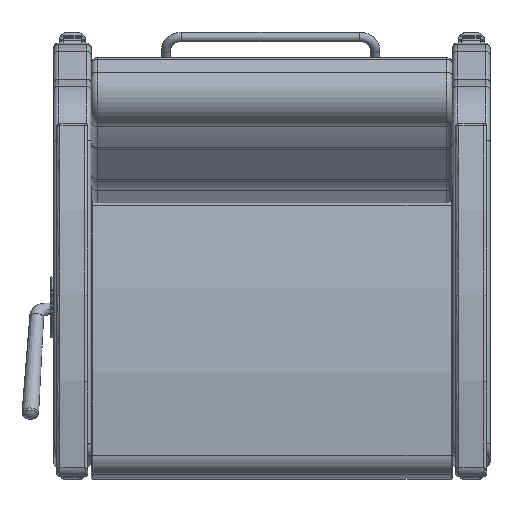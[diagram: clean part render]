
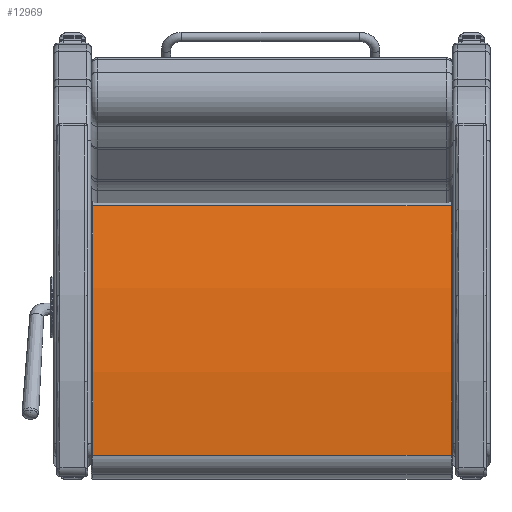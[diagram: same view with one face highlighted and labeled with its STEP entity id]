
A CAD part, front view. The second image highlights one B-rep face of the part: STEP entity #12969.
In plain terms, the highlighted free-form (B-spline) face has degree [3, 1] with [18, 2] control points.
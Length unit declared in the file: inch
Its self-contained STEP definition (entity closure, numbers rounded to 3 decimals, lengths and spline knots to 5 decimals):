
#617=ELLIPSE('',#14903,60.30357,60.25);
#619=ELLIPSE('',#14925,60.30357,60.25);
#649=B_SPLINE_SURFACE_WITH_KNOTS('',3,1,((#26187,#26188),(#26189,#26190),
(#26191,#26192),(#26193,#26194),(#26195,#26196),(#26197,#26198),(#26199,
#26200),(#26201,#26202),(#26203,#26204),(#26205,#26206),(#26207,#26208),
(#26209,#26210),(#26211,#26212),(#26213,#26214),(#26215,#26216),(#26217,
#26218),(#26219,#26220),(#26221,#26222)),.UNSPECIFIED.,.F.,.F.,.F.,(4,1,
1,1,1,1,1,1,1,1,1,1,1,1,1,4),(2,2),(-1.69612,-1.66826,
-1.6404,-1.62647,-1.59861,-1.58468,
-1.55682,-1.54289,-1.51503,-1.5011,-1.47324,
-1.45931,-1.43145,-1.41752,-1.38966,
-1.3618),(0.,110.49),.UNSPECIFIED.);
#1993=FACE_OUTER_BOUND('',#2912,.T.);
#2912=EDGE_LOOP('',(#11705,#11706,#11707,#11708));
#3702=LINE('',#26185,#4489);
#3703=LINE('',#26224,#4490);
#4489=VECTOR('',#19007,0.3937);
#4490=VECTOR('',#19010,0.3937);
#6400=VERTEX_POINT('',#25816);
#6401=VERTEX_POINT('',#25817);
#6420=VERTEX_POINT('',#26184);
#6421=VERTEX_POINT('',#26223);
#8160=EDGE_CURVE('',#6400,#6401,#617,.T.);
#8189=EDGE_CURVE('',#6420,#6401,#3702,.T.);
#8191=EDGE_CURVE('',#6421,#6400,#3703,.T.);
#8192=EDGE_CURVE('',#6420,#6421,#619,.T.);
#11705=ORIENTED_EDGE('',*,*,#8160,.F.);
#11706=ORIENTED_EDGE('',*,*,#8191,.F.);
#11707=ORIENTED_EDGE('',*,*,#8192,.F.);
#11708=ORIENTED_EDGE('',*,*,#8189,.T.);
#12969=ADVANCED_FACE('',(#1993),#649,.T.);
#14903=AXIS2_PLACEMENT_3D('',#25818,#18956,#18957);
#14925=AXIS2_PLACEMENT_3D('',#26225,#19011,#19012);
#18956=DIRECTION('center_axis',(0.,0.,
-1.));
#18957=DIRECTION('ref_axis',(1.,0.,0.));
#19007=DIRECTION('',(0.,0.,-1.));
#19010=DIRECTION('',(0.,0.,-1.));
#19011=DIRECTION('center_axis',(0.,0.,1.));
#19012=DIRECTION('ref_axis',(1.,0.,0.));
#25816=CARTESIAN_POINT('',(3.60935,-1.68389,0.124));
#25817=CARTESIAN_POINT('',(23.65848,-2.52291,0.124));
#25818=CARTESIAN_POINT('Origin',(11.14546,-61.46156,0.124));
#26184=CARTESIAN_POINT('',(23.65848,-2.52291,28.876));
#26185=CARTESIAN_POINT('',(23.65848,-2.52291,29.));
#26187=CARTESIAN_POINT('Ctrl Pts',(3.60935,-1.68389,29.));
#26188=CARTESIAN_POINT('Ctrl Pts',(3.60935,-1.68389,-14.5));
#26189=CARTESIAN_POINT('Ctrl Pts',(4.16497,-1.61396,29.));
#26190=CARTESIAN_POINT('Ctrl Pts',(4.16497,-1.61396,-14.5));
#26191=CARTESIAN_POINT('Ctrl Pts',(5.27817,-1.48959,29.));
#26192=CARTESIAN_POINT('Ctrl Pts',(5.27817,-1.48959,-14.5));
#26193=CARTESIAN_POINT('Ctrl Pts',(6.67346,-1.3729,29.));
#26194=CARTESIAN_POINT('Ctrl Pts',(6.67346,-1.3729,-14.5));
#26195=CARTESIAN_POINT('Ctrl Pts',(8.07078,-1.28537,29.));
#26196=CARTESIAN_POINT('Ctrl Pts',(8.07078,-1.28537,-14.5));
#26197=CARTESIAN_POINT('Ctrl Pts',(9.18994,-1.2387,29.));
#26198=CARTESIAN_POINT('Ctrl Pts',(9.18994,-1.2387,-14.5));
#26199=CARTESIAN_POINT('Ctrl Pts',(10.5897,-1.20957,29.));
#26200=CARTESIAN_POINT('Ctrl Pts',(10.5897,-1.20957,-14.5));
#26201=CARTESIAN_POINT('Ctrl Pts',(11.70984,-1.20965,29.));
#26202=CARTESIAN_POINT('Ctrl Pts',(11.70984,-1.20965,-14.5));
#26203=CARTESIAN_POINT('Ctrl Pts',(13.1096,-1.23898,29.));
#26204=CARTESIAN_POINT('Ctrl Pts',(13.1096,-1.23898,-14.5));
#26205=CARTESIAN_POINT('Ctrl Pts',(14.22875,-1.28581,29.));
#26206=CARTESIAN_POINT('Ctrl Pts',(14.22875,-1.28581,-14.5));
#26207=CARTESIAN_POINT('Ctrl Pts',(15.62606,-1.37354,29.));
#26208=CARTESIAN_POINT('Ctrl Pts',(15.62606,-1.37354,-14.5));
#26209=CARTESIAN_POINT('Ctrl Pts',(16.74228,-1.46705,29.));
#26210=CARTESIAN_POINT('Ctrl Pts',(16.74228,-1.46705,-14.5));
#26211=CARTESIAN_POINT('Ctrl Pts',(18.1347,-1.61302,29.));
#26212=CARTESIAN_POINT('Ctrl Pts',(18.1347,-1.61302,-14.5));
#26213=CARTESIAN_POINT('Ctrl Pts',(19.24603,-1.75304,29.));
#26214=CARTESIAN_POINT('Ctrl Pts',(19.24603,-1.75304,-14.5));
#26215=CARTESIAN_POINT('Ctrl Pts',(20.63114,-1.95701,29.));
#26216=CARTESIAN_POINT('Ctrl Pts',(20.63114,-1.95701,-14.5));
#26217=CARTESIAN_POINT('Ctrl Pts',(22.01177,-2.18986,29.));
#26218=CARTESIAN_POINT('Ctrl Pts',(22.01177,-2.18986,-14.5));
#26219=CARTESIAN_POINT('Ctrl Pts',(23.11066,-2.40681,29.));
#26220=CARTESIAN_POINT('Ctrl Pts',(23.11066,-2.40681,-14.5));
#26221=CARTESIAN_POINT('Ctrl Pts',(23.65848,-2.52291,29.));
#26222=CARTESIAN_POINT('Ctrl Pts',(23.65848,-2.52291,-14.5));
#26223=CARTESIAN_POINT('',(3.60935,-1.68389,28.876));
#26224=CARTESIAN_POINT('',(3.60935,-1.68389,29.));
#26225=CARTESIAN_POINT('Origin',(11.14546,-61.46156,28.876));
